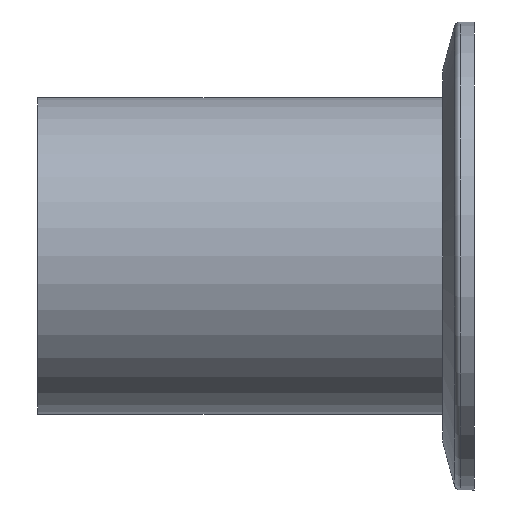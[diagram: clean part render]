
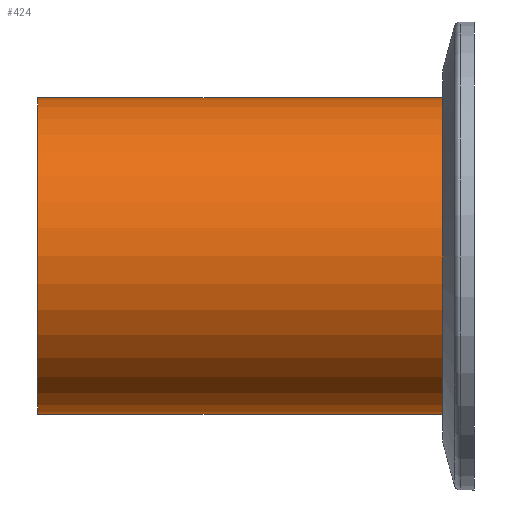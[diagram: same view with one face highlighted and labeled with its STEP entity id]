
A CAD part, left-side view. The second image highlights one B-rep face of the part: STEP entity #424.
In plain terms, the highlighted cylindrical face has radius 25.4 mm (diameter 50.8 mm), a partial arc.
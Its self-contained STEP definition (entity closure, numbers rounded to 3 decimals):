
#9 = ORIENTED_EDGE ( 'NONE', *, *, #284, .F. ) ;
#13 = FACE_OUTER_BOUND ( 'NONE', #419, .T. ) ;
#16 = DIRECTION ( 'NONE',  ( 0., -1., 0. ) ) ;
#27 = ORIENTED_EDGE ( 'NONE', *, *, #297, .T. ) ;
#30 = DIRECTION ( 'NONE',  ( 0., 0., -1. ) ) ;
#31 = DIRECTION ( 'NONE',  ( 0., -1., 0. ) ) ;
#34 = CARTESIAN_POINT ( 'NONE',  ( 0., 70., 0. ) ) ;
#37 = CIRCLE ( 'NONE', #474, 25.4 ) ;
#47 = DIRECTION ( 'NONE',  ( 0., 0., -1. ) ) ;
#50 = VECTOR ( 'NONE', #302, 1000. ) ;
#51 = DIRECTION ( 'NONE',  ( 0., -1., 0. ) ) ;
#53 = CARTESIAN_POINT ( 'NONE',  ( 0., 5.1, 0. ) ) ;
#63 = VERTEX_POINT ( 'NONE', #420 ) ;
#68 = CARTESIAN_POINT ( 'NONE',  ( 0., -5.022, 0. ) ) ;
#100 = CARTESIAN_POINT ( 'NONE',  ( 0., 70., -25.4 ) ) ;
#115 = CYLINDRICAL_SURFACE ( 'NONE', #406, 25.4 ) ;
#155 = ORIENTED_EDGE ( 'NONE', *, *, #173, .F. ) ;
#173 = EDGE_CURVE ( 'NONE', #63, #174, #331, .T. ) ;
#174 = VERTEX_POINT ( 'NONE', #290 ) ;
#184 = CIRCLE ( 'NONE', #334, 25.4 ) ;
#189 = EDGE_CURVE ( 'NONE', #264, #408, #405, .T. ) ;
#240 = CARTESIAN_POINT ( 'NONE',  ( 0., 5.1, -25.4 ) ) ;
#264 = VERTEX_POINT ( 'NONE', #100 ) ;
#278 = ORIENTED_EDGE ( 'NONE', *, *, #189, .T. ) ;
#284 = EDGE_CURVE ( 'NONE', #174, #408, #184, .T. ) ;
#290 = CARTESIAN_POINT ( 'NONE',  ( 0., 5.1, 25.4 ) ) ;
#297 = EDGE_CURVE ( 'NONE', #63, #264, #37, .T. ) ;
#302 = DIRECTION ( 'NONE',  ( 0., -1., 0. ) ) ;
#306 = CARTESIAN_POINT ( 'NONE',  ( 0., -5.022, 25.4 ) ) ;
#331 = LINE ( 'NONE', #306, #50 ) ;
#334 = AXIS2_PLACEMENT_3D ( 'NONE', #53, #51, #47 ) ;
#348 = VECTOR ( 'NONE', #386, 1000. ) ;
#386 = DIRECTION ( 'NONE',  ( 0., -1., 0. ) ) ;
#387 = CARTESIAN_POINT ( 'NONE',  ( 0., -5.022, -25.4 ) ) ;
#405 = LINE ( 'NONE', #387, #348 ) ;
#406 = AXIS2_PLACEMENT_3D ( 'NONE', #68, #16, #459 ) ;
#408 = VERTEX_POINT ( 'NONE', #240 ) ;
#419 = EDGE_LOOP ( 'NONE', ( #155, #27, #278, #9 ) ) ;
#420 = CARTESIAN_POINT ( 'NONE',  ( 0., 70., 25.4 ) ) ;
#424 = ADVANCED_FACE ( 'NONE', ( #13 ), #115, .T. ) ;
#459 = DIRECTION ( 'NONE',  ( 0., 0., -1. ) ) ;
#474 = AXIS2_PLACEMENT_3D ( 'NONE', #34, #31, #30 ) ;
